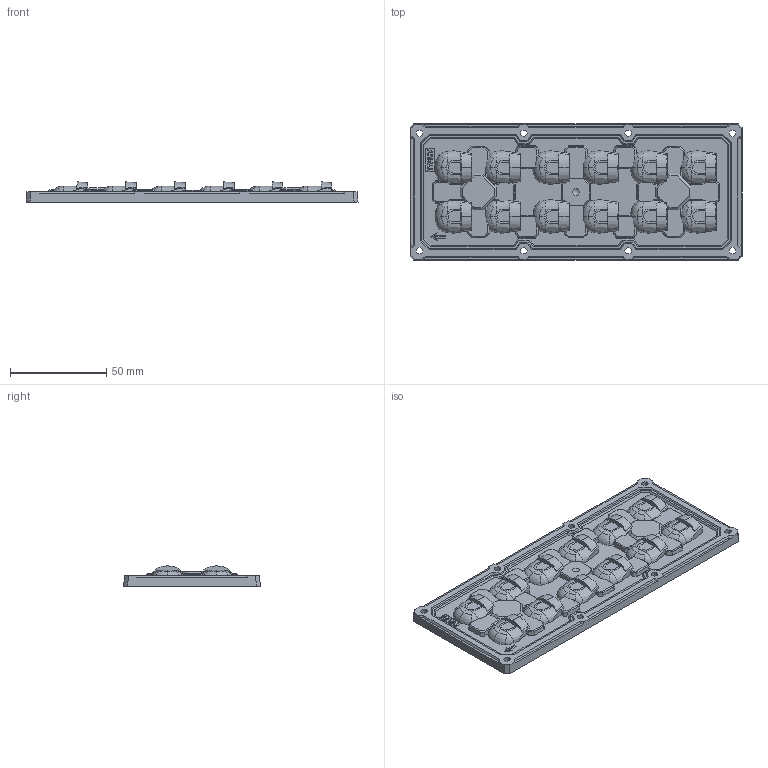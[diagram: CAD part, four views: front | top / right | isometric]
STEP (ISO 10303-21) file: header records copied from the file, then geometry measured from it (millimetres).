
FILE_DESCRIPTION((''),'2;1');
FILE_NAME('JY-BAF12TYPE4-17372','2023-11-02T11:48:36',('Administrator'),(''),'CREO PARAMETRIC BY PTC INC, 2022414','CREO PARAMETRIC BY PTC INC, 2022414','');
FILE_SCHEMA(('CONFIG_CONTROL_DESIGN','SHAPE_APPEARANCE_LAYERS_GROUPS'));
Products named in the file (1): JY-BAF12TYPE4-17372
Bounding box: 172.6 x 71 x 10.49 mm (x, y, z)
Volume: 43534.8 mm3; surface area: 38279.7 mm2
Topology: 1 solids, 1 shells, 3056 faces, 8561 edges, 5502 vertices
Faces by surface type: plane 1962, bspline 508, cylinder 242, cone 162, extrusion 108, torus 68, sphere 6
Entity records: 136794 total; most frequent: CARTESIAN_POINT 65479, ORIENTED_EDGE 17036, DIRECTION 11227, EDGE_CURVE 8518, VERTEX_POINT 5502, VECTOR 5019, LINE 4911, EDGE_LOOP 3110
